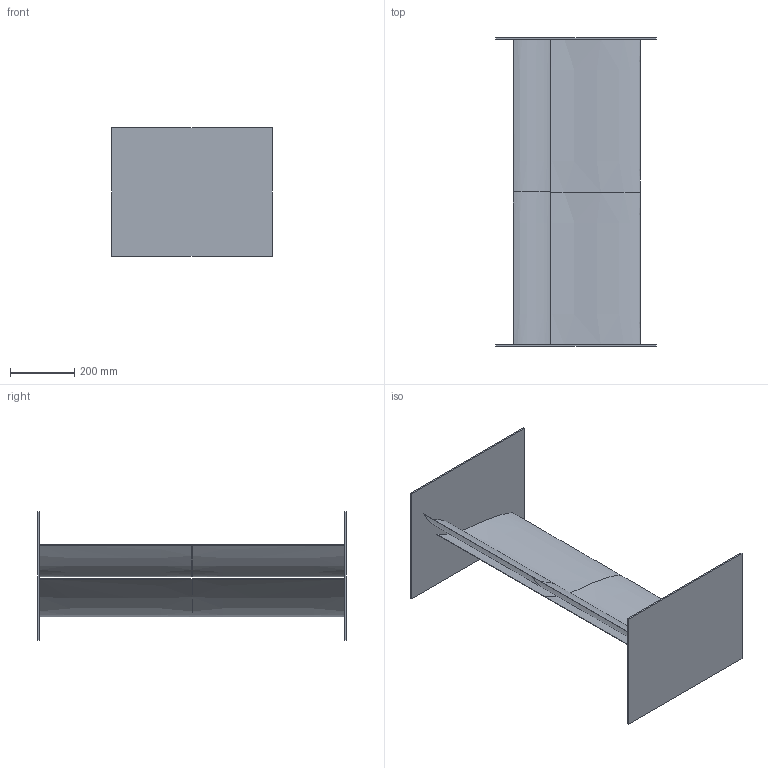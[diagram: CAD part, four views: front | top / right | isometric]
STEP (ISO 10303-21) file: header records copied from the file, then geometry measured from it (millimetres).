
FILE_DESCRIPTION(('CATIA V5 STEP Exchange'),'2;1');
FILE_NAME('GOE242.stp','2019-12-19T14:23:06+00:00',('none'),('none'),'CATIA Version 5 Release 17 (IN-10)','CATIA V5 STEP AP203','none');
FILE_SCHEMA(('CONFIG_CONTROL_DESIGN'));
Length unit declared in the file: millimetre
Products named in the file (1): GOE242
Assembly tree (6 placements, depth 2):
  GOE242
    #56
    #1000
    #1175
    #2119
    #2294
    #3238
Bounding box: 500 x 960 x 400 mm (x, y, z)
Volume: 14539060 mm3; surface area: 1862087.2 mm2
Topology: 6 solids, 6 shells, 32 faces, 60 edges, 40 vertices
Faces by surface type: plane 24, bspline 8
Entity records: 4161 total; most frequent: CARTESIAN_POINT 3424, ORIENTED_EDGE 120, DIRECTION 108, EDGE_CURVE 60, VERTEX_POINT 40, AXIS2_PLACEMENT_3D 36, VECTOR 36, LINE 36
